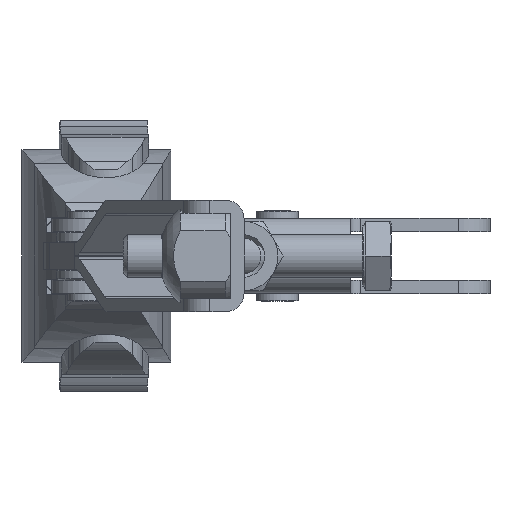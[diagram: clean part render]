
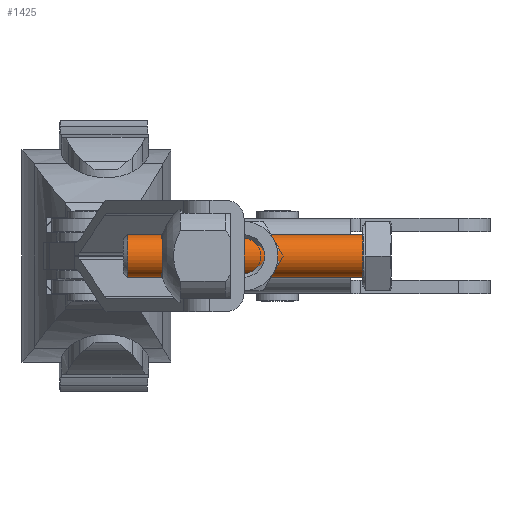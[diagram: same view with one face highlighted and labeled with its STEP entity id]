
A CAD part, left-side view. The second image highlights one B-rep face of the part: STEP entity #1425.
In plain terms, the highlighted cylindrical face has radius 4 mm (diameter 8 mm), a full revolution.
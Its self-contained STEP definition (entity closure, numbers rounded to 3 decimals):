
#1425 = ADVANCED_FACE( '', ( #2720, #2721 ), #2722, .T. );
#2720 = FACE_OUTER_BOUND( '', #3923, .T. );
#2721 = FACE_OUTER_BOUND( '', #3924, .T. );
#2722 = CYLINDRICAL_SURFACE( '', #3925, 4. );
#3923 = EDGE_LOOP( '', ( #7172 ) );
#3924 = EDGE_LOOP( '', ( #7173 ) );
#3925 = AXIS2_PLACEMENT_3D( '', #7174, #7175, #7176 );
#7172 = ORIENTED_EDGE( '', *, *, #8207, .F. );
#7173 = ORIENTED_EDGE( '', *, *, #7436, .T. );
#7174 = CARTESIAN_POINT( '', ( 0., 45., 0. ) );
#7175 = DIRECTION( '', ( 0., -1., 0. ) );
#7176 = DIRECTION( '', ( 0., 0., 1. ) );
#7436 = EDGE_CURVE( '', #8880, #8880, #8881, .T. );
#8207 = EDGE_CURVE( '', #10060, #10060, #10061, .T. );
#8880 = VERTEX_POINT( '', #10968 );
#8881 = CIRCLE( '', #10969, 4. );
#10060 = VERTEX_POINT( '', #13008 );
#10061 = CIRCLE( '', #13009, 4. );
#10968 = CARTESIAN_POINT( '', ( 0., 0., 4. ) );
#10969 = AXIS2_PLACEMENT_3D( '', #13916, #13917, #13918 );
#13008 = CARTESIAN_POINT( '', ( 0., 44.233, 4. ) );
#13009 = AXIS2_PLACEMENT_3D( '', #14778, #14779, #14780 );
#13916 = CARTESIAN_POINT( '', ( 0., 0., 0. ) );
#13917 = DIRECTION( '', ( 0., 1., 0. ) );
#13918 = DIRECTION( '', ( 0., 0., 1. ) );
#14778 = CARTESIAN_POINT( '', ( 0., 44.233, 0. ) );
#14779 = DIRECTION( '', ( 0., 1., 0. ) );
#14780 = DIRECTION( '', ( 0., 0., 1. ) );
